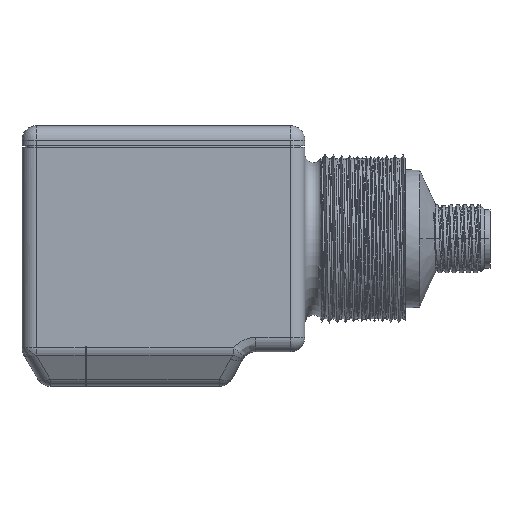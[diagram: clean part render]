
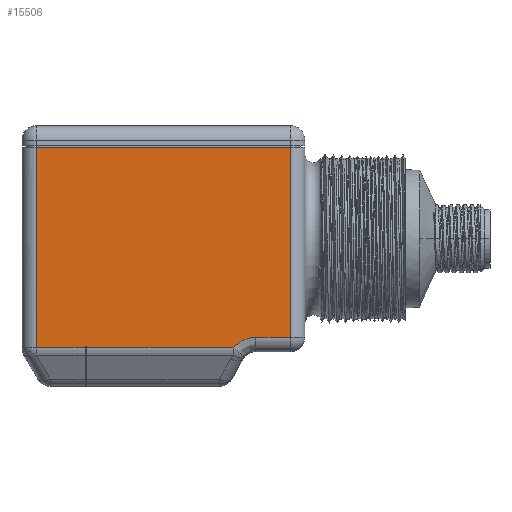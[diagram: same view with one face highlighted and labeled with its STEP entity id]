
A CAD part, left-side view. The second image highlights one B-rep face of the part: STEP entity #15506.
In plain terms, the highlighted planar face has unit normal (-1, 0, 0).
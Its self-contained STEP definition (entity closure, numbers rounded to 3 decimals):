
#13=DIRECTION('',(0.,1.,0.));
#14=VECTOR('',#13,44.958);
#15=CARTESIAN_POINT('',(0.,2.54,0.));
#16=LINE('',#15,#14);
#81=DIRECTION('',(0.,0.,-1.));
#82=VECTOR('',#81,35.489);
#83=CARTESIAN_POINT('',(0.,47.498,0.));
#84=LINE('',#83,#82);
#94=DIRECTION('',(0.,-1.,0.));
#95=VECTOR('',#94,0.254);
#96=CARTESIAN_POINT('',(0.,38.862,-35.154));
#97=LINE('',#96,#95);
#98=DIRECTION('',(0.,0.,-1.));
#99=VECTOR('',#98,0.335);
#100=CARTESIAN_POINT('',(0.,38.862,-35.154));
#101=LINE('',#100,#99);
#102=DIRECTION('',(0.,0.,1.));
#103=VECTOR('',#102,0.335);
#104=CARTESIAN_POINT('',(0.,38.608,-35.489));
#105=LINE('',#104,#103);
#147=DIRECTION('',(0.,1.,0.));
#148=VECTOR('',#147,25.986);
#149=CARTESIAN_POINT('',(0.,12.622,-35.489));
#150=LINE('',#149,#148);
#1046=DIRECTION('',(0.,1.,0.));
#1047=VECTOR('',#1046,8.636);
#1048=CARTESIAN_POINT('',(0.,38.862,-35.489));
#1049=LINE('',#1048,#1047);
#1171=DIRECTION('',(0.,1.,0.));
#1172=VECTOR('',#1171,6.154);
#1173=CARTESIAN_POINT('',(0.,2.54,-33.63));
#1174=LINE('',#1173,#1172);
#1179=CARTESIAN_POINT('',(0.,8.694,-33.63));
#1180=CARTESIAN_POINT('',(0.,8.787,-33.63));
#1181=CARTESIAN_POINT('',(0.,8.973,-33.635));
#1182=CARTESIAN_POINT('',(0.,9.252,
-33.658));
#1183=CARTESIAN_POINT('',(0.,9.531,
-33.696));
#1184=CARTESIAN_POINT('',(0.,9.807,
-33.75));
#1185=CARTESIAN_POINT('',(0.,10.079,
-33.82));
#1186=CARTESIAN_POINT('',(0.,10.348,
-33.904));
#1187=CARTESIAN_POINT('',(0.,10.611,
-34.002));
#1188=CARTESIAN_POINT('',(0.,10.868,
-34.116));
#1189=CARTESIAN_POINT('',(0.,11.119,
-34.243));
#1190=CARTESIAN_POINT('',(0.,11.362,
-34.384));
#1191=CARTESIAN_POINT('',(0.,11.597,
-34.538));
#1192=CARTESIAN_POINT('',(0.,11.824,
-34.705));
#1193=CARTESIAN_POINT('',(0.,12.04,
-34.885));
#1194=CARTESIAN_POINT('',(0.,12.247,
-35.075));
#1195=CARTESIAN_POINT('',(0.,12.441,
-35.277));
#1196=CARTESIAN_POINT('',(0.,12.563,
-35.417));
#1197=CARTESIAN_POINT('',(0.,12.622,
-35.489));
#1264=DIRECTION('',(0.,0.,-1.));
#1265=VECTOR('',#1264,33.63);
#1266=CARTESIAN_POINT('',(0.,2.54,0.));
#1267=LINE('',#1266,#1265);
#14705=CARTESIAN_POINT('',(0.,8.694,-33.63));
#14707=VERTEX_POINT('',#14705);
#14770=CARTESIAN_POINT('',(0.,12.622,
-35.489));
#14771=CARTESIAN_POINT('',(0.,38.608,-35.489));
#14772=VERTEX_POINT('',#14770);
#14773=VERTEX_POINT('',#14771);
#14781=CARTESIAN_POINT('',(0.,38.608,-35.154));
#14782=VERTEX_POINT('',#14781);
#14798=CARTESIAN_POINT('',(0.,47.498,0.));
#14800=VERTEX_POINT('',#14798);
#14801=CARTESIAN_POINT('',(0.,2.54,0.));
#14802=CARTESIAN_POINT('',(0.,2.54,-33.63));
#14803=VERTEX_POINT('',#14801);
#14804=VERTEX_POINT('',#14802);
#14939=CARTESIAN_POINT('',(0.,47.498,-35.489));
#14940=VERTEX_POINT('',#14939);
#14943=CARTESIAN_POINT('',(0.,38.862,-35.489));
#14944=VERTEX_POINT('',#14943);
#14959=CARTESIAN_POINT('',(0.,38.862,-35.154));
#14960=VERTEX_POINT('',#14959);
#15481=CARTESIAN_POINT('',(0.,0.,0.));
#15482=DIRECTION('',(-1.,0.,0.));
#15483=DIRECTION('',(0.,1.,0.));
#15484=AXIS2_PLACEMENT_3D('',#15481,#15482,#15483);
#15485=PLANE('',#15484);
#15487=ORIENTED_EDGE('',*,*,#15486,.F.);
#15489=ORIENTED_EDGE('',*,*,#15488,.T.);
#15491=ORIENTED_EDGE('',*,*,#15490,.T.);
#15492=ORIENTED_EDGE('',*,*,#15470,.F.);
#15493=ORIENTED_EDGE('',*,*,#15405,.F.);
#15495=ORIENTED_EDGE('',*,*,#15494,.T.);
#15497=ORIENTED_EDGE('',*,*,#15496,.T.);
#15499=ORIENTED_EDGE('',*,*,#15498,.T.);
#15501=ORIENTED_EDGE('',*,*,#15500,.T.);
#15503=ORIENTED_EDGE('',*,*,#15502,.T.);
#15504=EDGE_LOOP('',(#15487,#15489,#15491,#15492,#15493,#15495,#15497,#15499,
#15501,#15503));
#15505=FACE_OUTER_BOUND('',#15504,.F.);
#15506=ADVANCED_FACE('',(#15505),#15485,.T.);
#1198=B_SPLINE_CURVE_WITH_KNOTS('',3,(#1179,#1180,#1181,#1182,#1183,#1184,#1185,
#1186,#1187,#1188,#1189,#1190,#1191,#1192,#1193,#1194,#1195,#1196,#1197),
.UNSPECIFIED.,.F.,.F.,(4,1,1,1,1,1,1,1,1,1,1,1,1,1,1,1,4),(0.,0.063,0.125,
0.188,0.25,0.313,0.375,0.438,0.5,0.563,0.625,0.688,
0.75,0.813,0.875,0.938,1.),.UNSPECIFIED.);
#15405=EDGE_CURVE('',#14803,#14800,#16,.T.);
#15470=EDGE_CURVE('',#14800,#14940,#84,.T.);
#15486=EDGE_CURVE('',#14960,#14782,#97,.T.);
#15488=EDGE_CURVE('',#14960,#14944,#101,.T.);
#15490=EDGE_CURVE('',#14944,#14940,#1049,.T.);
#15494=EDGE_CURVE('',#14803,#14804,#1267,.T.);
#15496=EDGE_CURVE('',#14804,#14707,#1174,.T.);
#15498=EDGE_CURVE('',#14707,#14772,#1198,.T.);
#15500=EDGE_CURVE('',#14772,#14773,#150,.T.);
#15502=EDGE_CURVE('',#14773,#14782,#105,.T.);
